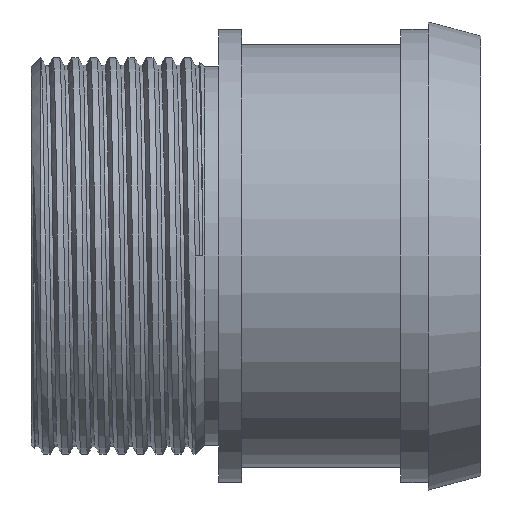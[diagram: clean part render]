
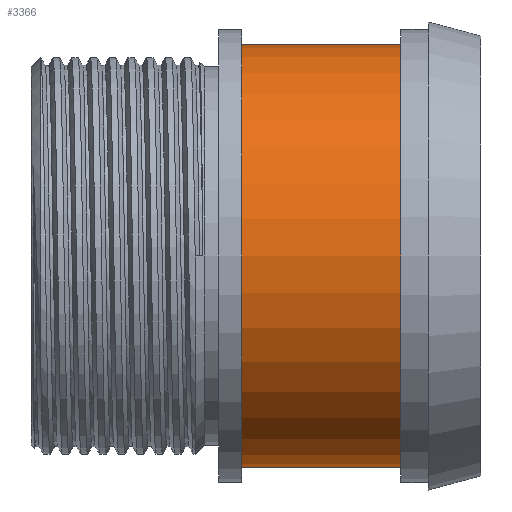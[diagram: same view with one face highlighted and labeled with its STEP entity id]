
A CAD part, front view. The second image highlights one B-rep face of the part: STEP entity #3366.
In plain terms, the highlighted cylindrical face has radius 22.6 mm (diameter 45.2 mm), a partial arc.
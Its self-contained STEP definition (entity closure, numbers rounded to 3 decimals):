
#104 = CARTESIAN_POINT ( 'NONE',  ( -23.327, 0., 0. ) ) ;
#147 = DIRECTION ( 'NONE',  ( 0., 0., 1. ) ) ;
#329 = VERTEX_POINT ( 'NONE', #510 ) ;
#398 = DIRECTION ( 'NONE',  ( 0., 0., 1. ) ) ;
#404 = AXIS2_PLACEMENT_3D ( 'NONE', #104, #2015, #398 ) ;
#471 = VECTOR ( 'NONE', #1789, 1000. ) ;
#510 = CARTESIAN_POINT ( 'NONE',  ( -23.327, 0., -22.6 ) ) ;
#513 = EDGE_CURVE ( 'NONE', #2708, #329, #2059, .T. ) ;
#625 = DIRECTION ( 'NONE',  ( -1., 0., 0. ) ) ;
#626 = CIRCLE ( 'NONE', #2757, 22.6 ) ;
#634 = FACE_OUTER_BOUND ( 'NONE', #3198, .T. ) ;
#661 = CARTESIAN_POINT ( 'NONE',  ( -6.327, 0., -22.6 ) ) ;
#677 = ORIENTED_EDGE ( 'NONE', *, *, #2638, .T. ) ;
#799 = VERTEX_POINT ( 'NONE', #936 ) ;
#909 = DIRECTION ( 'NONE',  ( 0., 0., 1. ) ) ;
#919 = ORIENTED_EDGE ( 'NONE', *, *, #2847, .T. ) ;
#934 = CARTESIAN_POINT ( 'NONE',  ( -123.429, 0., 0. ) ) ;
#936 = CARTESIAN_POINT ( 'NONE',  ( -23.327, 0., 22.6 ) ) ;
#1153 = LINE ( 'NONE', #2530, #3143 ) ;
#1244 = CARTESIAN_POINT ( 'NONE',  ( -6.327, 0., 22.6 ) ) ;
#1300 = CIRCLE ( 'NONE', #404, 22.6 ) ;
#1430 = CYLINDRICAL_SURFACE ( 'NONE', #2935, 22.6 ) ;
#1789 = DIRECTION ( 'NONE',  ( -1., 0., 0. ) ) ;
#1794 = VERTEX_POINT ( 'NONE', #1244 ) ;
#1998 = DIRECTION ( 'NONE',  ( -1., 0., 0. ) ) ;
#2015 = DIRECTION ( 'NONE',  ( -1., 0., 0. ) ) ;
#2059 = LINE ( 'NONE', #2603, #471 ) ;
#2277 = ORIENTED_EDGE ( 'NONE', *, *, #513, .F. ) ;
#2518 = DIRECTION ( 'NONE',  ( -1., 0., 0. ) ) ;
#2530 = CARTESIAN_POINT ( 'NONE',  ( -123.429, 0., 22.6 ) ) ;
#2588 = ORIENTED_EDGE ( 'NONE', *, *, #2679, .F. ) ;
#2603 = CARTESIAN_POINT ( 'NONE',  ( -123.429, 0., -22.6 ) ) ;
#2638 = EDGE_CURVE ( 'NONE', #1794, #799, #1153, .T. ) ;
#2679 = EDGE_CURVE ( 'NONE', #329, #799, #1300, .T. ) ;
#2708 = VERTEX_POINT ( 'NONE', #661 ) ;
#2757 = AXIS2_PLACEMENT_3D ( 'NONE', #3028, #625, #909 ) ;
#2847 = EDGE_CURVE ( 'NONE', #2708, #1794, #626, .T. ) ;
#2935 = AXIS2_PLACEMENT_3D ( 'NONE', #934, #2518, #147 ) ;
#3028 = CARTESIAN_POINT ( 'NONE',  ( -6.327, 0., 0. ) ) ;
#3143 = VECTOR ( 'NONE', #1998, 1000. ) ;
#3198 = EDGE_LOOP ( 'NONE', ( #2277, #919, #677, #2588 ) ) ;
#3366 = ADVANCED_FACE ( 'NONE', ( #634 ), #1430, .T. ) ;
